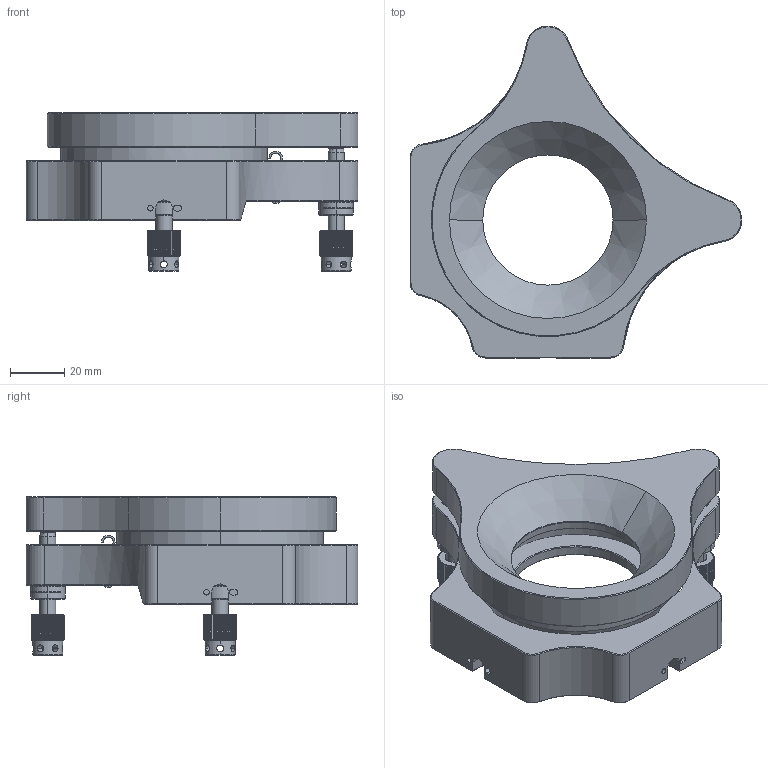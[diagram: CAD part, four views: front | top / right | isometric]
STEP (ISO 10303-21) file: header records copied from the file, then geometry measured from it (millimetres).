
FILE_DESCRIPTION (( 'STEP AP203' ), '1' );
FILE_NAME ('NMUM50.8-M64-DZ.STEP', '2025-09-02T02:18:43', ( '' ), ( '' ), 'SwSTEP 2.0', 'SolidWorks 2024', '' );
FILE_SCHEMA (( 'CONFIG_CONTROL_DESIGN' ));
Length unit declared in the file: millimetre
Products named in the file (1): NMUM50.8-M64-DZ
Bounding box: 122.3 x 122.3 x 58.37 mm (x, y, z)
Volume: 140082.6 mm3; surface area: 59463.4 mm2
Topology: 26 solids, 26 shells, 1149 faces, 2648 edges, 1545 vertices
Faces by surface type: plane 377, cylinder 347, torus 204, cone 163, bspline 52, sphere 6
Entity records: 54146 total; most frequent: CARTESIAN_POINT 29019, DIRECTION 5283, ORIENTED_EDGE 5212, EDGE_CURVE 2606, AXIS2_PLACEMENT_3D 2154, VERTEX_POINT 1539, EDGE_LOOP 1233, FACE_OUTER_BOUND 1149
